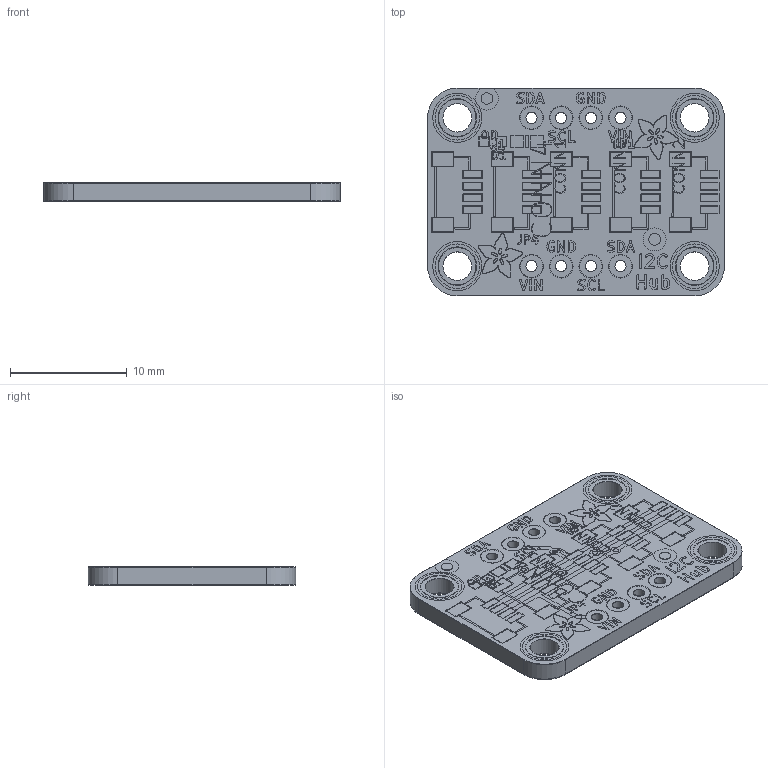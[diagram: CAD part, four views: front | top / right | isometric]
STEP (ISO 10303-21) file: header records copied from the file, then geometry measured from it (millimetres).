
FILE_DESCRIPTION(('KiCad electronic assembly'),'2;1');
FILE_NAME('Adafruit Stemma QT 5 Port Hub.step','2025-03-06T10:38:45',( 'Pcbnew'),('Kicad'),'Open CASCADE STEP processor 7.8', 'KiCad to STEP converter','Unknown');
FILE_SCHEMA(('AUTOMOTIVE_DESIGN { 1 0 10303 214 1 1 1 1 }'));
Length unit declared in the file: millimetre
Products named in the file (5): Adafruit Stemma QT 5 Port Hub 1; Adafruit Stemma QT 5 Port Hub_copper; Adafruit Stemma QT 5 Port Hub_silkscreen; Adafruit Stemma QT 5 Port Hub_soldermask; Adafruit Stemma QT 5 Port Hub_PCB
Assembly tree (4 placements, depth 2):
  Adafruit Stemma QT 5 Port Hub 1
    Adafruit Stemma QT 5 Port Hub_copper
    Adafruit Stemma QT 5 Port Hub_silkscreen
    Adafruit Stemma QT 5 Port Hub_soldermask
    Adafruit Stemma QT 5 Port Hub_PCB
Bounding box: 25.4 x 17.78 x 1.66 mm (x, y, z)
Volume: 641 mm3; surface area: 2372 mm2
Topology: 29 solids, 160 shells, 593 faces, 10522 edges, 10148 vertices
Faces by surface type: plane 493, cylinder 100
Full cylindrical faces by diameter (mm): 0.433 x5, 0.483 x10, 0.95 x8, 1 x18, 1.93 x16, 2.45 x4, 2.5 x8, 3.2 x8
Entity records: 92359 total; most frequent: CARTESIAN_POINT 21270, DIRECTION 12549, ORIENTED_EDGE 11640, EDGE_CURVE 10522, VERTEX_POINT 10150, LINE 9691, VECTOR 9691, AXIS2_PLACEMENT_3D 1429
